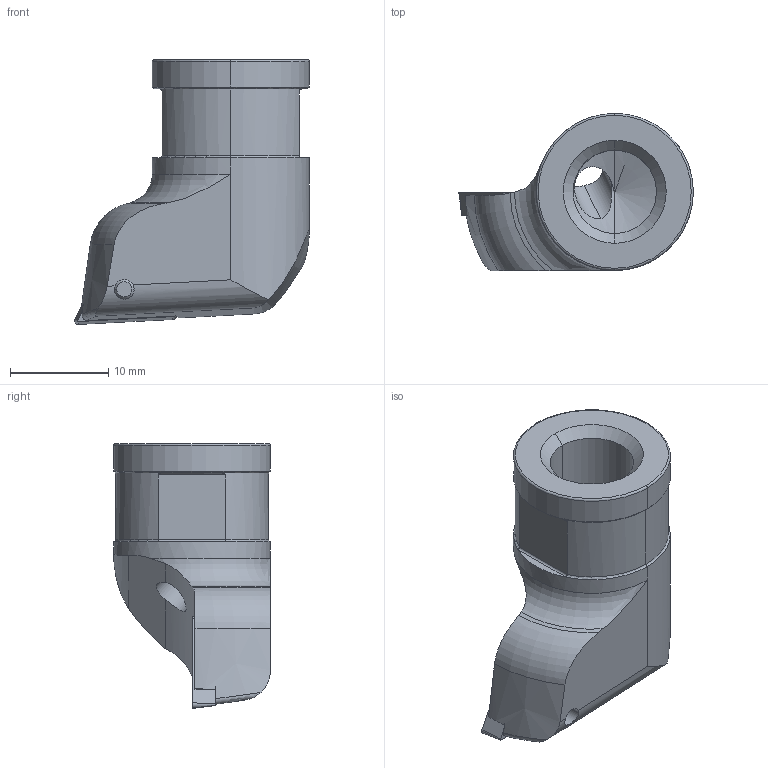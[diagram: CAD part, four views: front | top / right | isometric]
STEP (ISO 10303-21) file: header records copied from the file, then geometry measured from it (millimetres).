
FILE_DESCRIPTION(('no description'),'unknown implementation level');
FILE_NAME('79FFD9D8-DE8B-4C2A-B2C0-5E39808EFFF7_export.stp',' ',('CIMSOURCE GmbH'),('CADClick - KiM GmbH - www.kimweb.de'),'unknown preprocess','ACIS','unknown authorization');
FILE_SCHEMA(('automotive_design'));
Length unit declared in the file: millimetre
Products named in the file (3): 615.285 Kaiser E32 TC11|655.383 Kaiser TCGT 110204 K10C;Kombinieren1; 615.285 Kaiser E32 TC11|694.122 Kaiser ETL M2.5x6.5 T7 IP 10S;Kreismuster1; 615.285 Kaiser E32 TC11|615.285 Kaiser E32 TC11;Schnitt-Rotation2
Bounding box: 23.9 x 16 x 27 mm (x, y, z)
Volume: 3824.8 mm3; surface area: 2458.3 mm2
Topology: 3 solids, 3 shells, 129 faces, 316 edges, 193 vertices
Faces by surface type: cylinder 53, plane 31, cone 30, torus 14, bspline 1
Entity records: 8588 total; most frequent: CARTESIAN_POINT 1875, DIRECTION 688, STYLED_ITEM 639, PRESENTATION_STYLE_ASSIGNMENT 639, COLOUR_RGB 639, ORIENTED_EDGE 628, EDGE_CURVE 314, CURVE_STYLE 314
